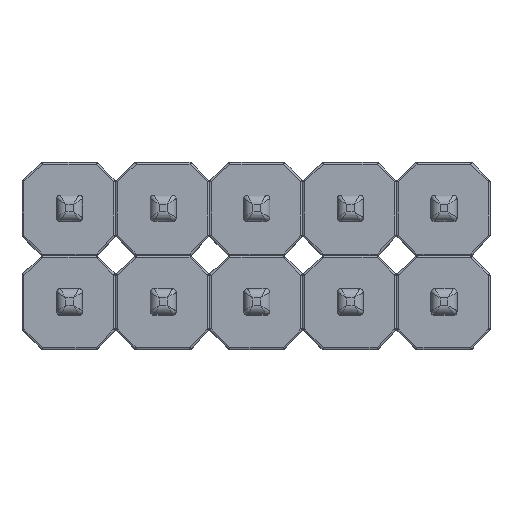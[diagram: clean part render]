
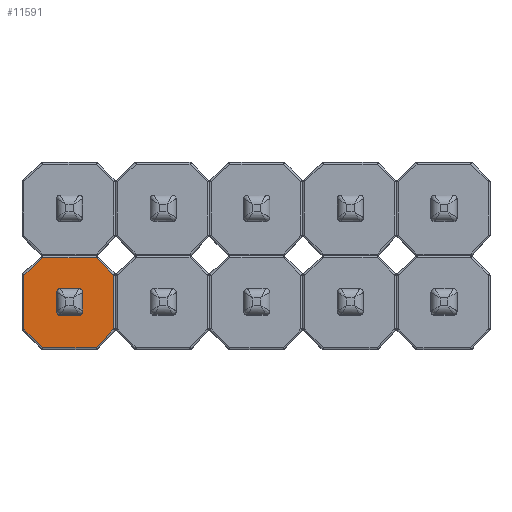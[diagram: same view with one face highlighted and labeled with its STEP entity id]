
A CAD part, top view. The second image highlights one B-rep face of the part: STEP entity #11591.
In plain terms, the highlighted planar face has unit normal (0, 0, 1).
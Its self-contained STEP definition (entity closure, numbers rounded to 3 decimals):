
#282=FACE_BOUND('',#4015,.T.);
#327=PLANE('',#12603);
#983=LINE('',#18557,#1863);
#985=LINE('',#18560,#1865);
#993=LINE('',#18572,#1873);
#995=LINE('',#18575,#1875);
#999=LINE('',#18581,#1879);
#1001=LINE('',#18584,#1881);
#1009=LINE('',#18596,#1889);
#1011=LINE('',#18599,#1891);
#1019=LINE('',#18631,#1899);
#1020=LINE('',#18635,#1900);
#1021=LINE('',#18639,#1901);
#1022=LINE('',#18643,#1902);
#1863=VECTOR('',#14480,10.);
#1865=VECTOR('',#14484,10.);
#1873=VECTOR('',#14500,10.);
#1875=VECTOR('',#14504,10.);
#1879=VECTOR('',#14512,10.);
#1881=VECTOR('',#14516,10.);
#1889=VECTOR('',#14532,10.);
#1891=VECTOR('',#14536,10.);
#1899=VECTOR('',#14572,10.);
#1900=VECTOR('',#14575,10.);
#1901=VECTOR('',#14578,10.);
#1902=VECTOR('',#14581,10.);
#3171=FACE_OUTER_BOUND('',#4014,.T.);
#4014=EDGE_LOOP('',(#8463,#8464,#8465,#8466,#8467,#8468,#8469,#8470));
#4015=EDGE_LOOP('',(#8471,#8472,#8473,#8474,#8475,#8476,#8477,#8478));
#4855=CIRCLE('',#12604,0.1);
#4856=CIRCLE('',#12605,0.1);
#4857=CIRCLE('',#12606,0.1);
#4858=CIRCLE('',#12607,0.1);
#5468=VERTEX_POINT('',#18422);
#5474=VERTEX_POINT('',#18436);
#5477=VERTEX_POINT('',#18443);
#5486=VERTEX_POINT('',#18467);
#5489=VERTEX_POINT('',#18474);
#5498=VERTEX_POINT('',#18504);
#5501=VERTEX_POINT('',#18511);
#5510=VERTEX_POINT('',#18535);
#5523=VERTEX_POINT('',#18629);
#5524=VERTEX_POINT('',#18630);
#5525=VERTEX_POINT('',#18632);
#5526=VERTEX_POINT('',#18634);
#5527=VERTEX_POINT('',#18636);
#5528=VERTEX_POINT('',#18638);
#5529=VERTEX_POINT('',#18640);
#5530=VERTEX_POINT('',#18642);
#6491=EDGE_CURVE('',#5501,#5510,#983,.T.);
#6493=EDGE_CURVE('',#5510,#5498,#985,.T.);
#6501=EDGE_CURVE('',#5489,#5501,#993,.T.);
#6503=EDGE_CURVE('',#5498,#5486,#995,.T.);
#6507=EDGE_CURVE('',#5477,#5489,#999,.T.);
#6509=EDGE_CURVE('',#5486,#5474,#1001,.T.);
#6517=EDGE_CURVE('',#5468,#5477,#1009,.T.);
#6519=EDGE_CURVE('',#5474,#5468,#1011,.T.);
#6531=EDGE_CURVE('',#5523,#5524,#1019,.T.);
#6532=EDGE_CURVE('',#5525,#5524,#4855,.F.);
#6533=EDGE_CURVE('',#5525,#5526,#1020,.T.);
#6534=EDGE_CURVE('',#5527,#5526,#4856,.F.);
#6535=EDGE_CURVE('',#5527,#5528,#1021,.T.);
#6536=EDGE_CURVE('',#5529,#5528,#4857,.F.);
#6537=EDGE_CURVE('',#5529,#5530,#1022,.T.);
#6538=EDGE_CURVE('',#5523,#5530,#4858,.F.);
#8463=ORIENTED_EDGE('',*,*,#6491,.F.);
#8464=ORIENTED_EDGE('',*,*,#6501,.F.);
#8465=ORIENTED_EDGE('',*,*,#6507,.F.);
#8466=ORIENTED_EDGE('',*,*,#6517,.F.);
#8467=ORIENTED_EDGE('',*,*,#6519,.F.);
#8468=ORIENTED_EDGE('',*,*,#6509,.F.);
#8469=ORIENTED_EDGE('',*,*,#6503,.F.);
#8470=ORIENTED_EDGE('',*,*,#6493,.F.);
#8471=ORIENTED_EDGE('',*,*,#6531,.T.);
#8472=ORIENTED_EDGE('',*,*,#6532,.F.);
#8473=ORIENTED_EDGE('',*,*,#6533,.T.);
#8474=ORIENTED_EDGE('',*,*,#6534,.F.);
#8475=ORIENTED_EDGE('',*,*,#6535,.T.);
#8476=ORIENTED_EDGE('',*,*,#6536,.F.);
#8477=ORIENTED_EDGE('',*,*,#6537,.T.);
#8478=ORIENTED_EDGE('',*,*,#6538,.F.);
#11591=ADVANCED_FACE('',(#3171,#282),#327,.T.);
#12603=AXIS2_PLACEMENT_3D('',#18628,#14570,#14571);
#12604=AXIS2_PLACEMENT_3D('',#18633,#14573,#14574);
#12605=AXIS2_PLACEMENT_3D('',#18637,#14576,#14577);
#12606=AXIS2_PLACEMENT_3D('',#18641,#14579,#14580);
#12607=AXIS2_PLACEMENT_3D('',#18644,#14582,#14583);
#14480=DIRECTION('',(0.,-1.,0.));
#14484=DIRECTION('',(-0.681,-0.733,0.));
#14500=DIRECTION('',(0.707,-0.707,0.));
#14504=DIRECTION('',(-1.,0.,0.));
#14512=DIRECTION('',(1.,0.,0.));
#14516=DIRECTION('',(-0.706,0.708,0.));
#14532=DIRECTION('',(0.734,0.679,0.));
#14536=DIRECTION('',(0.,1.,0.));
#14570=DIRECTION('center_axis',(0.,0.,1.));
#14571=DIRECTION('ref_axis',(1.,0.,0.));
#14572=DIRECTION('',(-1.,0.,0.));
#14573=DIRECTION('center_axis',(0.,0.,-1.));
#14574=DIRECTION('ref_axis',(-0.707,-0.707,0.));
#14575=DIRECTION('',(0.,1.,0.));
#14576=DIRECTION('center_axis',(0.,0.,-1.));
#14577=DIRECTION('ref_axis',(-0.707,0.707,0.));
#14578=DIRECTION('',(1.,0.,0.));
#14579=DIRECTION('center_axis',(0.,0.,-1.));
#14580=DIRECTION('ref_axis',(0.707,0.707,0.));
#14581=DIRECTION('',(0.,-1.,0.));
#14582=DIRECTION('center_axis',(0.,0.,-1.));
#14583=DIRECTION('ref_axis',(0.707,-0.707,0.));
#18422=CARTESIAN_POINT('',(-2.49,-0.522,2.54));
#18436=CARTESIAN_POINT('',(-2.49,-1.982,2.54));
#18443=CARTESIAN_POINT('',(-1.98,-0.05,2.54));
#18467=CARTESIAN_POINT('',(-1.984,-2.49,2.54));
#18474=CARTESIAN_POINT('',(-0.521,-0.05,2.54));
#18504=CARTESIAN_POINT('',(-0.524,-2.49,2.54));
#18511=CARTESIAN_POINT('',(-0.05,-0.521,2.54));
#18535=CARTESIAN_POINT('',(-0.05,-1.98,2.54));
#18557=CARTESIAN_POINT('',(-0.05,-1.635,2.54));
#18560=CARTESIAN_POINT('',(-0.4,-2.357,2.54));
#18572=CARTESIAN_POINT('',(-0.16,-0.41,2.54));
#18575=CARTESIAN_POINT('',(-1.637,-2.49,2.54));
#18581=CARTESIAN_POINT('',(-0.885,-0.05,2.54));
#18584=CARTESIAN_POINT('',(-2.371,-2.101,2.54));
#18596=CARTESIAN_POINT('',(-2.086,-0.148,2.54));
#18599=CARTESIAN_POINT('',(-2.49,-0.885,2.54));
#18628=CARTESIAN_POINT('Origin',(-1.27,-1.27,2.54));
#18629=CARTESIAN_POINT('',(-0.995,-1.614,2.54));
#18630=CARTESIAN_POINT('',(-1.502,-1.614,2.54));
#18631=CARTESIAN_POINT('',(-1.436,-1.614,2.54));
#18632=CARTESIAN_POINT('',(-1.602,-1.514,2.54));
#18633=CARTESIAN_POINT('Origin',(-1.502,-1.514,2.54));
#18634=CARTESIAN_POINT('',(-1.602,-1.007,2.54));
#18635=CARTESIAN_POINT('',(-1.602,-1.089,2.54));
#18636=CARTESIAN_POINT('',(-1.502,-0.907,2.54));
#18637=CARTESIAN_POINT('Origin',(-1.502,-1.007,2.54));
#18638=CARTESIAN_POINT('',(-0.995,-0.907,2.54));
#18639=CARTESIAN_POINT('',(-1.082,-0.907,2.54));
#18640=CARTESIAN_POINT('',(-0.895,-1.007,2.54));
#18641=CARTESIAN_POINT('Origin',(-0.995,-1.007,2.54));
#18642=CARTESIAN_POINT('',(-0.895,-1.514,2.54));
#18643=CARTESIAN_POINT('',(-0.895,-1.442,2.54));
#18644=CARTESIAN_POINT('Origin',(-0.995,-1.514,2.54));
